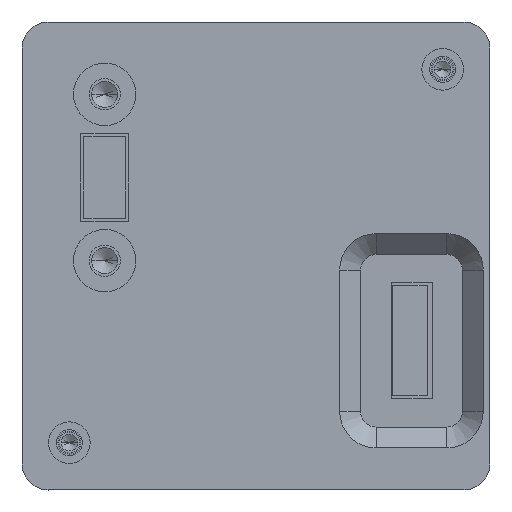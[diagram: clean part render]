
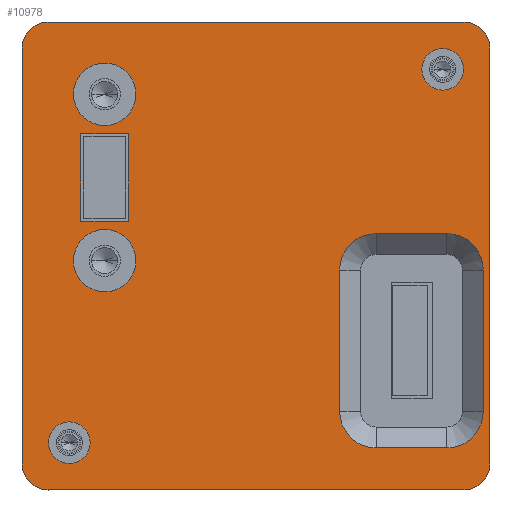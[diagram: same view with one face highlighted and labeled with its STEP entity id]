
A CAD part, front view. The second image highlights one B-rep face of the part: STEP entity #10978.
In plain terms, the highlighted planar face has unit normal (0, -1, 0).
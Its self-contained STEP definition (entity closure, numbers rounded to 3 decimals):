
#2493=DIRECTION('',(-1.,0.,0.));
#2494=VECTOR('',#2493,4.6);
#2495=CARTESIAN_POINT('',(-12.25,-14.4,11.75));
#2496=LINE('',#2495,#2494);
#2497=DIRECTION('',(0.,0.,-1.));
#2498=VECTOR('',#2497,8.4);
#2499=CARTESIAN_POINT('',(-16.85,-14.4,11.75));
#2500=LINE('',#2499,#2498);
#2501=DIRECTION('',(1.,0.,0.));
#2502=VECTOR('',#2501,4.6);
#2503=CARTESIAN_POINT('',(-16.85,-14.4,3.35));
#2504=LINE('',#2503,#2502);
#2505=DIRECTION('',(0.,0.,1.));
#2506=VECTOR('',#2505,8.4);
#2507=CARTESIAN_POINT('',(-12.25,-14.4,3.35));
#2508=LINE('',#2507,#2506);
#2509=CARTESIAN_POINT('',(-20.,-14.4,-20.));
#2510=DIRECTION('',(0.,-1.,0.));
#2511=DIRECTION('',(-1.,0.,0.));
#2512=AXIS2_PLACEMENT_3D('',#2509,#2510,#2511);
#2514=DIRECTION('',(0.,0.,-1.));
#2515=VECTOR('',#2514,40.);
#2516=CARTESIAN_POINT('',(-22.5,-14.4,20.));
#2517=LINE('',#2516,#2515);
#2518=CARTESIAN_POINT('',(-20.,-14.4,20.));
#2519=DIRECTION('',(0.,-1.,0.));
#2520=DIRECTION('',(0.,0.,1.));
#2521=AXIS2_PLACEMENT_3D('',#2518,#2519,#2520);
#2523=DIRECTION('',(-1.,0.,0.));
#2524=VECTOR('',#2523,40.);
#2525=CARTESIAN_POINT('',(20.,-14.4,22.5));
#2526=LINE('',#2525,#2524);
#2527=CARTESIAN_POINT('',(20.,-14.4,20.));
#2528=DIRECTION('',(0.,-1.,0.));
#2529=DIRECTION('',(1.,0.,0.));
#2530=AXIS2_PLACEMENT_3D('',#2527,#2528,#2529);
#2532=DIRECTION('',(0.,0.,1.));
#2533=VECTOR('',#2532,40.);
#2534=CARTESIAN_POINT('',(22.5,-14.4,-20.));
#2535=LINE('',#2534,#2533);
#2536=CARTESIAN_POINT('',(20.,-14.4,-20.));
#2537=DIRECTION('',(0.,-1.,0.));
#2538=DIRECTION('',(0.,0.,-1.));
#2539=AXIS2_PLACEMENT_3D('',#2536,#2537,#2538);
#2541=DIRECTION('',(1.,0.,0.));
#2542=VECTOR('',#2541,40.);
#2543=CARTESIAN_POINT('',(-20.,-14.4,-22.5));
#2544=LINE('',#2543,#2542);
#2545=CARTESIAN_POINT('',(18.35,-14.4,-1.35));
#2546=DIRECTION('',(0.,1.,0.));
#2547=DIRECTION('',(0.,0.,1.));
#2548=AXIS2_PLACEMENT_3D('',#2545,#2546,#2547);
#2550=DIRECTION('',(1.,0.,0.));
#2551=VECTOR('',#2550,6.8);
#2552=CARTESIAN_POINT('',(11.55,-14.4,2.15));
#2553=LINE('',#2552,#2551);
#2554=CARTESIAN_POINT('',(11.55,-14.4,-1.35));
#2555=DIRECTION('',(0.,1.,0.));
#2556=DIRECTION('',(-1.,0.,0.));
#2557=AXIS2_PLACEMENT_3D('',#2554,#2555,#2556);
#2559=DIRECTION('',(0.,0.,1.));
#2560=VECTOR('',#2559,13.6);
#2561=CARTESIAN_POINT('',(8.05,-14.4,
-14.95));
#2562=LINE('',#2561,#2560);
#2563=CARTESIAN_POINT('',(11.55,-14.4,-14.95));
#2564=DIRECTION('',(0.,1.,0.));
#2565=DIRECTION('',(0.,0.,-1.));
#2566=AXIS2_PLACEMENT_3D('',#2563,#2564,#2565);
#2568=DIRECTION('',(-1.,0.,0.));
#2569=VECTOR('',#2568,6.8);
#2570=CARTESIAN_POINT('',(18.35,-14.4,
-18.45));
#2571=LINE('',#2570,#2569);
#2572=CARTESIAN_POINT('',(18.35,-14.4,-14.95));
#2573=DIRECTION('',(0.,1.,0.));
#2574=DIRECTION('',(1.,0.,0.));
#2575=AXIS2_PLACEMENT_3D('',#2572,#2573,#2574);
#2577=DIRECTION('',(0.,0.,-1.));
#2578=VECTOR('',#2577,13.6);
#2579=CARTESIAN_POINT('',(21.85,-14.4,
-1.35));
#2580=LINE('',#2579,#2578);
#2581=CARTESIAN_POINT('',(17.95,-14.4,17.95));
#2582=DIRECTION('',(0.,1.,0.));
#2583=DIRECTION('',(-1.,0.,0.));
#2584=AXIS2_PLACEMENT_3D('',#2581,#2582,#2583);
#2586=CARTESIAN_POINT('',(17.95,-14.4,17.95));
#2587=DIRECTION('',(0.,1.,0.));
#2588=DIRECTION('',(1.,0.,0.));
#2589=AXIS2_PLACEMENT_3D('',#2586,#2587,#2588);
#2591=CARTESIAN_POINT('',(-17.95,-14.4,-17.95));
#2592=DIRECTION('',(0.,1.,0.));
#2593=DIRECTION('',(-1.,0.,0.));
#2594=AXIS2_PLACEMENT_3D('',#2591,#2592,#2593);
#2596=CARTESIAN_POINT('',(-17.95,-14.4,-17.95));
#2597=DIRECTION('',(0.,1.,0.));
#2598=DIRECTION('',(1.,0.,0.));
#2599=AXIS2_PLACEMENT_3D('',#2596,#2597,#2598);
#2601=CARTESIAN_POINT('',(-14.55,-14.4,15.55));
#2602=DIRECTION('',(0.,-1.,0.));
#2603=DIRECTION('',(1.,0.,0.));
#2604=AXIS2_PLACEMENT_3D('',#2601,#2602,#2603);
#2606=CARTESIAN_POINT('',(-14.55,-14.4,15.55));
#2607=DIRECTION('',(0.,-1.,0.));
#2608=DIRECTION('',(-1.,0.,0.));
#2609=AXIS2_PLACEMENT_3D('',#2606,#2607,#2608);
#2611=CARTESIAN_POINT('',(-14.55,-14.4,-0.45));
#2612=DIRECTION('',(0.,-1.,0.));
#2613=DIRECTION('',(1.,0.,0.));
#2614=AXIS2_PLACEMENT_3D('',#2611,#2612,#2613);
#2616=CARTESIAN_POINT('',(-14.55,-14.4,-0.45));
#2617=DIRECTION('',(0.,-1.,0.));
#2618=DIRECTION('',(-1.,0.,0.));
#2619=AXIS2_PLACEMENT_3D('',#2616,#2617,#2618);
#6979=CARTESIAN_POINT('',(-12.25,-14.4,11.75));
#6980=CARTESIAN_POINT('',(-16.85,-14.4,11.75));
#6981=VERTEX_POINT('',#6979);
#6982=VERTEX_POINT('',#6980);
#6983=CARTESIAN_POINT('',(-16.85,-14.4,3.35));
#6984=VERTEX_POINT('',#6983);
#6985=CARTESIAN_POINT('',(-12.25,-14.4,3.35));
#6986=VERTEX_POINT('',#6985);
#7059=CARTESIAN_POINT('',(-22.5,-14.4,-20.));
#7060=CARTESIAN_POINT('',(-20.,-14.4,-22.5));
#7061=VERTEX_POINT('',#7059);
#7062=VERTEX_POINT('',#7060);
#7063=CARTESIAN_POINT('',(-20.,-14.4,22.5));
#7064=CARTESIAN_POINT('',(-22.5,-14.4,20.));
#7065=VERTEX_POINT('',#7063);
#7066=VERTEX_POINT('',#7064);
#7067=CARTESIAN_POINT('',(22.5,-14.4,20.));
#7068=CARTESIAN_POINT('',(20.,-14.4,22.5));
#7069=VERTEX_POINT('',#7067);
#7070=VERTEX_POINT('',#7068);
#7071=CARTESIAN_POINT('',(20.,-14.4,-22.5));
#7072=CARTESIAN_POINT('',(22.5,-14.4,-20.));
#7073=VERTEX_POINT('',#7071);
#7074=VERTEX_POINT('',#7072);
#7075=CARTESIAN_POINT('',(18.35,-14.4,2.15));
#7076=CARTESIAN_POINT('',(21.85,-14.4,-1.35));
#7077=VERTEX_POINT('',#7075);
#7078=VERTEX_POINT('',#7076);
#7083=CARTESIAN_POINT('',(21.85,-14.4,
-14.95));
#7084=VERTEX_POINT('',#7083);
#7087=CARTESIAN_POINT('',(18.35,-14.4,-18.45));
#7088=VERTEX_POINT('',#7087);
#7091=CARTESIAN_POINT('',(11.55,-14.4,
-18.45));
#7092=VERTEX_POINT('',#7091);
#7095=CARTESIAN_POINT('',(8.05,-14.4,-14.95));
#7096=VERTEX_POINT('',#7095);
#7099=CARTESIAN_POINT('',(8.05,-14.4,
-1.35));
#7100=VERTEX_POINT('',#7099);
#7103=CARTESIAN_POINT('',(11.55,-14.4,2.15));
#7104=VERTEX_POINT('',#7103);
#7119=CARTESIAN_POINT('',(15.95,-14.4,17.95));
#7120=CARTESIAN_POINT('',(19.95,-14.4,17.95));
#7121=VERTEX_POINT('',#7119);
#7122=VERTEX_POINT('',#7120);
#7131=CARTESIAN_POINT('',(-19.95,-14.4,-17.95));
#7132=CARTESIAN_POINT('',(-15.95,-14.4,-17.95));
#7133=VERTEX_POINT('',#7131);
#7134=VERTEX_POINT('',#7132);
#7155=CARTESIAN_POINT('',(-11.55,-14.4,15.55));
#7156=CARTESIAN_POINT('',(-17.55,-14.4,15.55));
#7157=VERTEX_POINT('',#7155);
#7158=VERTEX_POINT('',#7156);
#7159=CARTESIAN_POINT('',(-11.55,-14.4,-0.45));
#7160=CARTESIAN_POINT('',(-17.55,-14.4,-0.45));
#7161=VERTEX_POINT('',#7159);
#7162=VERTEX_POINT('',#7160);
#10911=CARTESIAN_POINT('',(0.,-14.4,0.));
#10912=DIRECTION('',(0.,-1.,0.));
#10913=DIRECTION('',(-1.,0.,0.));
#10914=AXIS2_PLACEMENT_3D('',#10911,#10912,#10913);
#10915=PLANE('',#10914);
#10916=ORIENTED_EDGE('',*,*,#10903,.F.);
#10917=ORIENTED_EDGE('',*,*,#7292,.F.);
#10918=ORIENTED_EDGE('',*,*,#10640,.F.);
#10919=ORIENTED_EDGE('',*,*,#10655,.F.);
#10920=ORIENTED_EDGE('',*,*,#10728,.F.);
#10921=ORIENTED_EDGE('',*,*,#10743,.F.);
#10922=ORIENTED_EDGE('',*,*,#10816,.F.);
#10923=ORIENTED_EDGE('',*,*,#10831,.F.);
#10924=EDGE_LOOP('',(#10916,#10917,#10918,#10919,#10920,#10921,#10922,#10923));
#10925=FACE_OUTER_BOUND('',#10924,.F.);
#10927=ORIENTED_EDGE('',*,*,#10926,.T.);
#10929=ORIENTED_EDGE('',*,*,#10928,.T.);
#10931=ORIENTED_EDGE('',*,*,#10930,.T.);
#10933=ORIENTED_EDGE('',*,*,#10932,.T.);
#10934=EDGE_LOOP('',(#10927,#10929,#10931,#10933));
#10935=FACE_BOUND('',#10934,.F.);
#10937=ORIENTED_EDGE('',*,*,#10936,.F.);
#10939=ORIENTED_EDGE('',*,*,#10938,.F.);
#10941=ORIENTED_EDGE('',*,*,#10940,.F.);
#10943=ORIENTED_EDGE('',*,*,#10942,.F.);
#10945=ORIENTED_EDGE('',*,*,#10944,.F.);
#10947=ORIENTED_EDGE('',*,*,#10946,.F.);
#10949=ORIENTED_EDGE('',*,*,#10948,.F.);
#10951=ORIENTED_EDGE('',*,*,#10950,.F.);
#10952=EDGE_LOOP('',(#10937,#10939,#10941,#10943,#10945,#10947,#10949,#10951));
#10953=FACE_BOUND('',#10952,.F.);
#10955=ORIENTED_EDGE('',*,*,#10954,.F.);
#10957=ORIENTED_EDGE('',*,*,#10956,.F.);
#10958=EDGE_LOOP('',(#10955,#10957));
#10959=FACE_BOUND('',#10958,.F.);
#10961=ORIENTED_EDGE('',*,*,#10960,.F.);
#10963=ORIENTED_EDGE('',*,*,#10962,.F.);
#10964=EDGE_LOOP('',(#10961,#10963));
#10965=FACE_BOUND('',#10964,.F.);
#10967=ORIENTED_EDGE('',*,*,#10966,.T.);
#10969=ORIENTED_EDGE('',*,*,#10968,.T.);
#10970=EDGE_LOOP('',(#10967,#10969));
#10971=FACE_BOUND('',#10970,.F.);
#10973=ORIENTED_EDGE('',*,*,#10972,.T.);
#10975=ORIENTED_EDGE('',*,*,#10974,.T.);
#10976=EDGE_LOOP('',(#10973,#10975));
#10977=FACE_BOUND('',#10976,.F.);
#10978=ADVANCED_FACE('',(#10925,#10935,#10953,#10959,#10965,#10971,#10977),
#10915,.T.);
#2513=CIRCLE('',#2512,2.5);
#2522=CIRCLE('',#2521,2.5);
#2531=CIRCLE('',#2530,2.5);
#2540=CIRCLE('',#2539,2.5);
#2549=CIRCLE('',#2548,3.5);
#2558=CIRCLE('',#2557,3.5);
#2567=CIRCLE('',#2566,3.5);
#2576=CIRCLE('',#2575,3.5);
#2585=CIRCLE('',#2584,2.);
#2590=CIRCLE('',#2589,2.);
#2595=CIRCLE('',#2594,2.);
#2600=CIRCLE('',#2599,2.);
#2605=CIRCLE('',#2604,3.);
#2610=CIRCLE('',#2609,3.);
#2615=CIRCLE('',#2614,3.);
#2620=CIRCLE('',#2619,3.);
#7292=EDGE_CURVE('',#7066,#7061,#2517,.T.);
#10640=EDGE_CURVE('',#7065,#7066,#2522,.T.);
#10655=EDGE_CURVE('',#7070,#7065,#2526,.T.);
#10728=EDGE_CURVE('',#7069,#7070,#2531,.T.);
#10743=EDGE_CURVE('',#7074,#7069,#2535,.T.);
#10816=EDGE_CURVE('',#7073,#7074,#2540,.T.);
#10831=EDGE_CURVE('',#7062,#7073,#2544,.T.);
#10903=EDGE_CURVE('',#7061,#7062,#2513,.T.);
#10926=EDGE_CURVE('',#6981,#6982,#2496,.T.);
#10928=EDGE_CURVE('',#6982,#6984,#2500,.T.);
#10930=EDGE_CURVE('',#6984,#6986,#2504,.T.);
#10932=EDGE_CURVE('',#6986,#6981,#2508,.T.);
#10936=EDGE_CURVE('',#7077,#7078,#2549,.T.);
#10938=EDGE_CURVE('',#7104,#7077,#2553,.T.);
#10940=EDGE_CURVE('',#7100,#7104,#2558,.T.);
#10942=EDGE_CURVE('',#7096,#7100,#2562,.T.);
#10944=EDGE_CURVE('',#7092,#7096,#2567,.T.);
#10946=EDGE_CURVE('',#7088,#7092,#2571,.T.);
#10948=EDGE_CURVE('',#7084,#7088,#2576,.T.);
#10950=EDGE_CURVE('',#7078,#7084,#2580,.T.);
#10954=EDGE_CURVE('',#7121,#7122,#2585,.T.);
#10956=EDGE_CURVE('',#7122,#7121,#2590,.T.);
#10960=EDGE_CURVE('',#7133,#7134,#2595,.T.);
#10962=EDGE_CURVE('',#7134,#7133,#2600,.T.);
#10966=EDGE_CURVE('',#7157,#7158,#2605,.T.);
#10968=EDGE_CURVE('',#7158,#7157,#2610,.T.);
#10972=EDGE_CURVE('',#7161,#7162,#2615,.T.);
#10974=EDGE_CURVE('',#7162,#7161,#2620,.T.);
